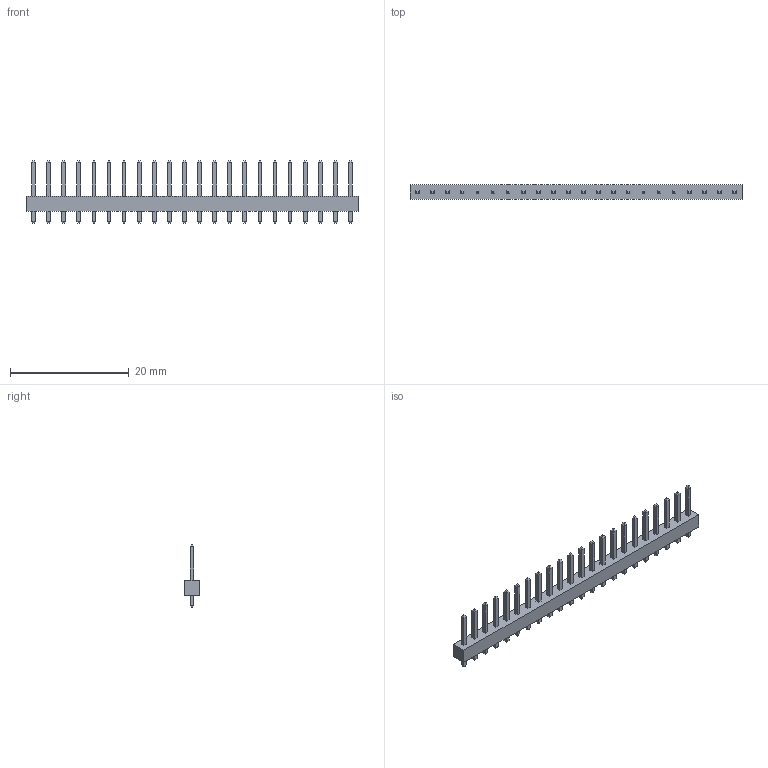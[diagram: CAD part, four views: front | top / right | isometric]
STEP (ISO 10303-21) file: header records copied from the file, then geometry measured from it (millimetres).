
FILE_DESCRIPTION (( 'STEP AP214' ), '1' );
FILE_NAME ( 'HDR22P.STEP', '2024-12-19T16:39:30', ( '' ), ( '' ), '', '©2017-2022 PCBL', '' );
FILE_SCHEMA (( 'AUTOMOTIVE_DESIGN' ));
Length unit declared in the file: millimetre
Products named in the file (1): HDR22P
Bounding box: 55.88 x 2.5 x 10.5 mm (x, y, z)
Volume: 424.2 mm3; surface area: 1040.8 mm2
Topology: 45 solids, 45 shells, 446 faces, 892 edges, 536 vertices
Faces by surface type: plane 446
Entity records: 12503 total; most frequent: CARTESIAN_POINT 1875, DIRECTION 1786, ORIENTED_EDGE 1784, VECTOR 892, LINE 892, EDGE_CURVE 892, VERTEX_POINT 536, STYLED_ITEM 492
